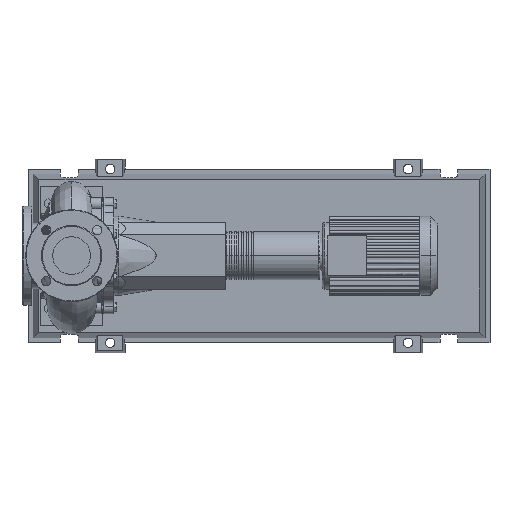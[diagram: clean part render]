
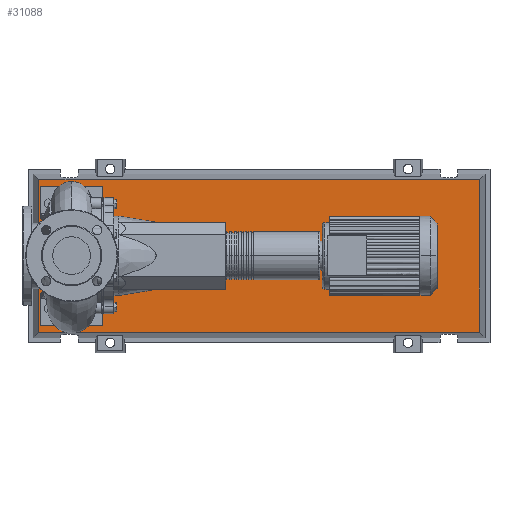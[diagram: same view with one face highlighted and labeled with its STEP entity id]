
A CAD part, top view. The second image highlights one B-rep face of the part: STEP entity #31088.
In plain terms, the highlighted planar face has unit normal (0, 0, 1).
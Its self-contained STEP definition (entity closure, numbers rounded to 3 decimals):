
#30769=CARTESIAN_POINT('',(820.792,-153.292,83.0));
#30770=VERTEX_POINT('',#30769);
#30777=CARTESIAN_POINT('',(-65.792,-153.292,83.0));
#30778=VERTEX_POINT('',#30777);
#30779=CARTESIAN_POINT('',(820.792,-153.292,83.0));
#30780=DIRECTION('',(-1.0,0.0,0.0));
#30781=VECTOR('',#30780,886.584);
#30782=LINE('',#30779,#30781);
#30783=EDGE_CURVE('',#30770,#30778,#30782,.T.);
#31001=CARTESIAN_POINT('',(820.792,153.292,83.0));
#31002=VERTEX_POINT('',#31001);
#31003=CARTESIAN_POINT('',(820.792,153.292,83.0));
#31004=DIRECTION('',(0.0,-1.0,0.0));
#31005=VECTOR('',#31004,306.584);
#31006=LINE('',#31003,#31005);
#31007=EDGE_CURVE('',#31002,#30770,#31006,.T.);
#31025=CARTESIAN_POINT('',(-65.792,153.292,83.0));
#31026=VERTEX_POINT('',#31025);
#31027=CARTESIAN_POINT('',(-65.792,-153.292,83.0));
#31028=DIRECTION('',(0.0,1.0,0.0));
#31029=VECTOR('',#31028,306.584);
#31030=LINE('',#31027,#31029);
#31031=EDGE_CURVE('',#30778,#31026,#31030,.T.);
#31064=CARTESIAN_POINT('',(-65.792,153.292,83.0));
#31065=DIRECTION('',(1.0,0.0,0.0));
#31066=VECTOR('',#31065,886.584);
#31067=LINE('',#31064,#31066);
#31068=EDGE_CURVE('',#31026,#31002,#31067,.T.);
#31077=CARTESIAN_POINT('',(377.5,0.,83.0));
#31078=DIRECTION('',(0.0,0.0,1.0));
#31079=DIRECTION('',(1.0,0.0,0.0));
#31080=AXIS2_PLACEMENT_3D('',#31077,#31078,#31079);
#31081=PLANE('',#31080);
#31082=ORIENTED_EDGE('',*,*,#31007,.F.);
#31083=ORIENTED_EDGE('',*,*,#31068,.F.);
#31084=ORIENTED_EDGE('',*,*,#31031,.F.);
#31085=ORIENTED_EDGE('',*,*,#30783,.F.);
#31086=EDGE_LOOP('',(#31082,#31083,#31084,#31085));
#31087=FACE_OUTER_BOUND('',#31086,.T.);
#31088=ADVANCED_FACE('',(#31087),#31081,.T.);
